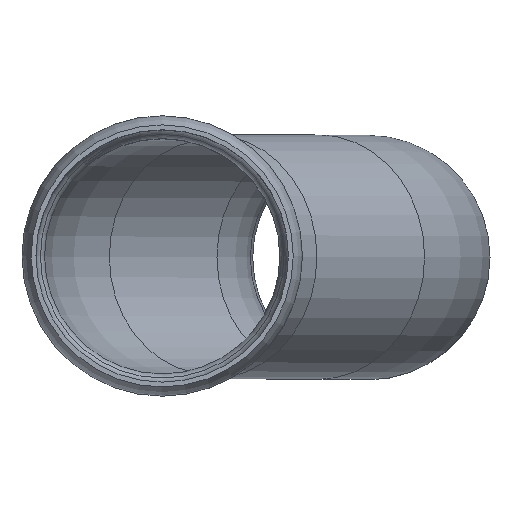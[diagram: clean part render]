
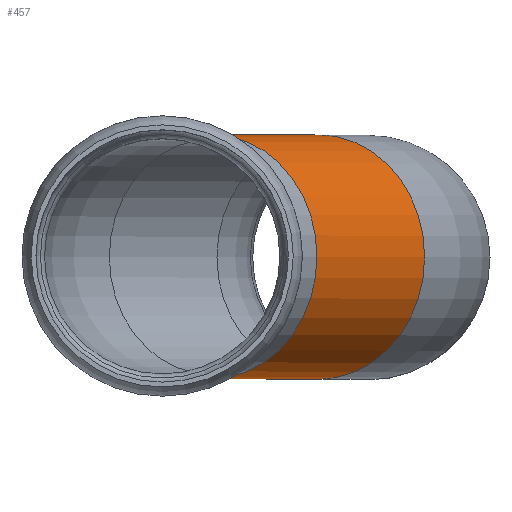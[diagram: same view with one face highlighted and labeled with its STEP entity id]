
A CAD part, top view. The second image highlights one B-rep face of the part: STEP entity #457.
In plain terms, the highlighted cylindrical face has radius 445 mm (diameter 890 mm), a full revolution.
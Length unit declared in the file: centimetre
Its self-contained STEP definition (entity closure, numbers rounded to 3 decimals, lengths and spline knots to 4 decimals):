
#46=FACE_OUTER_BOUND('',#76,.T.);
#76=EDGE_LOOP('',(#336,#337,#338,#339,#340));
#102=LINE('',#805,#115);
#115=VECTOR('',#629,44.5);
#139=CIRCLE('',#504,44.5);
#140=CIRCLE('',#505,44.5);
#141=CIRCLE('',#507,44.5);
#194=VERTEX_POINT('',#798);
#195=VERTEX_POINT('',#800);
#196=VERTEX_POINT('',#804);
#246=EDGE_CURVE('',#194,#195,#139,.T.);
#247=EDGE_CURVE('',#195,#194,#140,.T.);
#248=EDGE_CURVE('',#195,#196,#102,.T.);
#249=EDGE_CURVE('',#196,#196,#141,.T.);
#336=ORIENTED_EDGE('',*,*,#247,.F.);
#337=ORIENTED_EDGE('',*,*,#248,.T.);
#338=ORIENTED_EDGE('',*,*,#249,.T.);
#339=ORIENTED_EDGE('',*,*,#248,.F.);
#340=ORIENTED_EDGE('',*,*,#246,.F.);
#441=CYLINDRICAL_SURFACE('',#506,44.5);
#457=ADVANCED_FACE('',(#46),#441,.T.);
#504=AXIS2_PLACEMENT_3D('',#801,#623,#624);
#505=AXIS2_PLACEMENT_3D('',#802,#625,#626);
#506=AXIS2_PLACEMENT_3D('',#803,#627,#628);
#507=AXIS2_PLACEMENT_3D('',#806,#630,#631);
#623=DIRECTION('center_axis',(-0.5,0.,0.866));
#624=DIRECTION('ref_axis',(0.866,0.,0.5));
#625=DIRECTION('center_axis',(-0.5,0.,0.866));
#626=DIRECTION('ref_axis',(0.866,0.,0.5));
#627=DIRECTION('center_axis',(-0.5,0.,0.866));
#628=DIRECTION('ref_axis',(0.866,0.,0.5));
#629=DIRECTION('',(0.5,0.,-0.866));
#630=DIRECTION('center_axis',(-0.5,0.,0.866));
#631=DIRECTION('ref_axis',(0.866,0.,0.5));
#798=CARTESIAN_POINT('',(790.5683,370.0211,52.775));
#800=CARTESIAN_POINT('',(713.492,370.0211,8.275));
#801=CARTESIAN_POINT('Origin',(752.0301,370.0211,30.525));
#802=CARTESIAN_POINT('Origin',(752.0301,370.0211,30.525));
#803=CARTESIAN_POINT('Origin',(791.2589,370.0211,-37.4212));
#804=CARTESIAN_POINT('',(752.7208,370.0211,-59.6712));
#805=CARTESIAN_POINT('',(752.7208,370.0211,-59.6712));
#806=CARTESIAN_POINT('Origin',(791.2589,370.0211,-37.4212));
